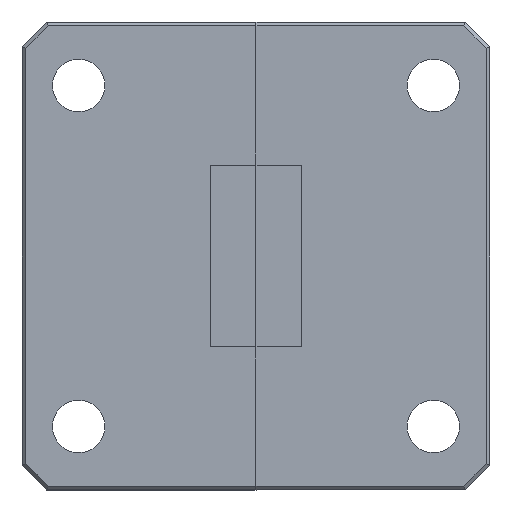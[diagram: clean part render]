
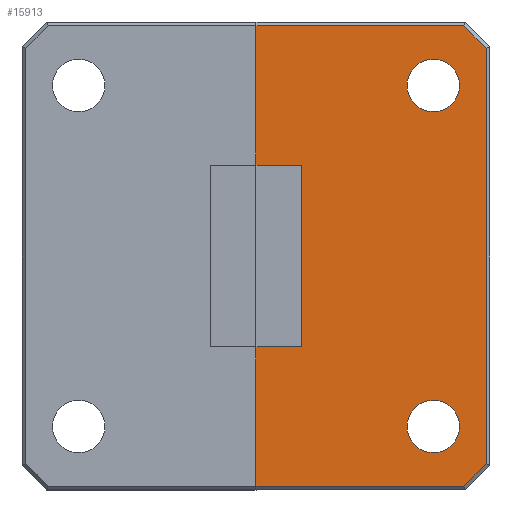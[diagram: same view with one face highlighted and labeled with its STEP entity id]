
A CAD part, left-side view. The second image highlights one B-rep face of the part: STEP entity #15913.
In plain terms, the highlighted planar face has unit normal (-1, 0, 0).
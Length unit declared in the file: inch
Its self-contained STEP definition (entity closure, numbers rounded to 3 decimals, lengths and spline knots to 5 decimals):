
#577 = CARTESIAN_POINT ( 'NONE',  ( -2.375, 0.159, -0.5515 ) ) ;
#583 = CARTESIAN_POINT ( 'NONE',  ( -2.375, 0.5285, 0.255 ) ) ;
#595 = DIRECTION ( 'NONE',  ( 0., 0., 1. ) ) ;
#912 = LINE ( 'NONE', #3330, #15762 ) ;
#1088 = PLANE ( 'NONE',  #17334 ) ;
#1278 = CARTESIAN_POINT ( 'NONE',  ( -2.375, 0.01, 0.586 ) ) ;
#1279 = ORIENTED_EDGE ( 'NONE', *, *, #14842, .T. ) ;
#1368 = VECTOR ( 'NONE', #11766, 39.37008 ) ;
#1537 = CARTESIAN_POINT ( 'NONE',  ( -2.375, 0.5285, 0.255 ) ) ;
#1624 = FACE_BOUND ( 'NONE', #10416, .T. ) ;
#2096 = LINE ( 'NONE', #1278, #10081 ) ;
#2168 = EDGE_CURVE ( 'NONE', #15444, #11384, #6859, .T. ) ;
#2230 = CIRCLE ( 'NONE', #13975, 0.0735 ) ;
#2245 = VERTEX_POINT ( 'NONE', #5422 ) ;
#2321 = VECTOR ( 'NONE', #8650, 39.37008 ) ;
#2605 = EDGE_CURVE ( 'NONE', #10827, #10816, #912, .T. ) ;
#2690 = CARTESIAN_POINT ( 'NONE',  ( -2.375, 0.656, 0.656 ) ) ;
#3121 = ORIENTED_EDGE ( 'NONE', *, *, #7621, .T. ) ;
#3152 = CARTESIAN_POINT ( 'NONE',  ( -2.375, 0.159, 0.4045 ) ) ;
#3265 = AXIS2_PLACEMENT_3D ( 'NONE', #11588, #13035, #595 ) ;
#3330 = CARTESIAN_POINT ( 'NONE',  ( -2.375, 0.656, 0.646 ) ) ;
#3415 = ORIENTED_EDGE ( 'NONE', *, *, #2605, .T. ) ;
#3972 = LINE ( 'NONE', #17491, #8505 ) ;
#4074 = DIRECTION ( 'NONE',  ( 1., 0., 0. ) ) ;
#4135 = ORIENTED_EDGE ( 'NONE', *, *, #14656, .F. ) ;
#4171 = VECTOR ( 'NONE', #13528, 39.37008 ) ;
#4246 = VERTEX_POINT ( 'NONE', #10010 ) ;
#4470 = ORIENTED_EDGE ( 'NONE', *, *, #15587, .T. ) ;
#4670 = VERTEX_POINT ( 'NONE', #577 ) ;
#4838 = LINE ( 'NONE', #15320, #10754 ) ;
#4869 = EDGE_CURVE ( 'NONE', #11384, #15444, #2230, .T. ) ;
#5293 = CARTESIAN_POINT ( 'NONE',  ( -2.375, 0.656, -0.255 ) ) ;
#5422 = CARTESIAN_POINT ( 'NONE',  ( -2.375, 0.656, 0.255 ) ) ;
#5534 = DIRECTION ( 'NONE',  ( -1., 0., 0. ) ) ;
#5573 = CARTESIAN_POINT ( 'NONE',  ( -2.375, 0.5285, 0.255 ) ) ;
#5630 = DIRECTION ( 'NONE',  ( 0., 0., -1. ) ) ;
#5683 = EDGE_CURVE ( 'NONE', #7281, #4670, #18771, .T. ) ;
#5734 = CARTESIAN_POINT ( 'NONE',  ( -2.375, 0.159, 0.5515 ) ) ;
#5917 = AXIS2_PLACEMENT_3D ( 'NONE', #6614, #16834, #8096 ) ;
#5956 = ORIENTED_EDGE ( 'NONE', *, *, #2168, .F. ) ;
#6255 = ORIENTED_EDGE ( 'NONE', *, *, #6846, .T. ) ;
#6298 = EDGE_CURVE ( 'NONE', #4670, #7281, #15083, .T. ) ;
#6497 = EDGE_CURVE ( 'NONE', #2245, #10816, #4838, .T. ) ;
#6568 = AXIS2_PLACEMENT_3D ( 'NONE', #18083, #15056, #18258 ) ;
#6614 = CARTESIAN_POINT ( 'NONE',  ( -2.375, 0.159, -0.478 ) ) ;
#6759 = EDGE_CURVE ( 'NONE', #15911, #2245, #10097, .T. ) ;
#6846 = EDGE_CURVE ( 'NONE', #10938, #10827, #8079, .T. ) ;
#6859 = CIRCLE ( 'NONE', #6568, 0.0735 ) ;
#6881 = LINE ( 'NONE', #15202, #15777 ) ;
#6926 = ORIENTED_EDGE ( 'NONE', *, *, #12506, .T. ) ;
#7075 = LINE ( 'NONE', #8758, #1368 ) ;
#7227 = CARTESIAN_POINT ( 'NONE',  ( -2.375, 0.656, -0.646 ) ) ;
#7281 = VERTEX_POINT ( 'NONE', #13862 ) ;
#7353 = LINE ( 'NONE', #1537, #8052 ) ;
#7621 = EDGE_CURVE ( 'NONE', #4246, #8146, #3972, .T. ) ;
#7766 = ORIENTED_EDGE ( 'NONE', *, *, #5683, .F. ) ;
#7875 = ORIENTED_EDGE ( 'NONE', *, *, #9570, .T. ) ;
#7913 = DIRECTION ( 'NONE',  ( 0., 0.707, 0.707 ) ) ;
#8052 = VECTOR ( 'NONE', #13164, 39.37008 ) ;
#8079 = LINE ( 'NONE', #12327, #12648 ) ;
#8096 = DIRECTION ( 'NONE',  ( 0., 0., 1. ) ) ;
#8146 = VERTEX_POINT ( 'NONE', #15230 ) ;
#8258 = EDGE_LOOP ( 'NONE', ( #5956, #17754 ) ) ;
#8468 = DIRECTION ( 'NONE',  ( 0., 0., 1. ) ) ;
#8505 = VECTOR ( 'NONE', #13330, 39.37008 ) ;
#8650 = DIRECTION ( 'NONE',  ( 0., 1., 0. ) ) ;
#8758 = CARTESIAN_POINT ( 'NONE',  ( -2.375, 0.656, -0.646 ) ) ;
#8764 = ORIENTED_EDGE ( 'NONE', *, *, #6497, .F. ) ;
#9179 = CARTESIAN_POINT ( 'NONE',  ( -2.375, 0.656, 0.646 ) ) ;
#9292 = DIRECTION ( 'NONE',  ( 0., 0., 1. ) ) ;
#9570 = EDGE_CURVE ( 'NONE', #15911, #14291, #7353, .T. ) ;
#9601 = VERTEX_POINT ( 'NONE', #7227 ) ;
#9833 = DIRECTION ( 'NONE',  ( 0., 0., 1. ) ) ;
#10010 = CARTESIAN_POINT ( 'NONE',  ( -2.375, 0.07414, -0.646 ) ) ;
#10081 = VECTOR ( 'NONE', #14245, 39.37008 ) ;
#10097 = LINE ( 'NONE', #583, #4171 ) ;
#10183 = CARTESIAN_POINT ( 'NONE',  ( -2.375, 0.5285, -0.255 ) ) ;
#10187 = ORIENTED_EDGE ( 'NONE', *, *, #6298, .F. ) ;
#10416 = EDGE_LOOP ( 'NONE', ( #7766, #10187 ) ) ;
#10754 = VECTOR ( 'NONE', #9833, 39.37008 ) ;
#10816 = VERTEX_POINT ( 'NONE', #9179 ) ;
#10827 = VERTEX_POINT ( 'NONE', #12246 ) ;
#10938 = VERTEX_POINT ( 'NONE', #14063 ) ;
#11384 = VERTEX_POINT ( 'NONE', #3152 ) ;
#11547 = CARTESIAN_POINT ( 'NONE',  ( -2.375, 0.159, 0.478 ) ) ;
#11588 = CARTESIAN_POINT ( 'NONE',  ( -2.375, 0.159, -0.478 ) ) ;
#11766 = DIRECTION ( 'NONE',  ( 0., -1., 0. ) ) ;
#12246 = CARTESIAN_POINT ( 'NONE',  ( -2.375, 0.07414, 0.646 ) ) ;
#12327 = CARTESIAN_POINT ( 'NONE',  ( -2.375, 0.07707, 0.64893 ) ) ;
#12506 = EDGE_CURVE ( 'NONE', #14291, #14176, #16942, .T. ) ;
#12648 = VECTOR ( 'NONE', #7913, 39.37008 ) ;
#12763 = ORIENTED_EDGE ( 'NONE', *, *, #6759, .F. ) ;
#13035 = DIRECTION ( 'NONE',  ( -1., 0., 0. ) ) ;
#13164 = DIRECTION ( 'NONE',  ( 0., 0., -1. ) ) ;
#13330 = DIRECTION ( 'NONE',  ( 0., -0.707, 0.707 ) ) ;
#13528 = DIRECTION ( 'NONE',  ( 0., 1., 0. ) ) ;
#13581 = DIRECTION ( 'NONE',  ( 0., 1., 0. ) ) ;
#13862 = CARTESIAN_POINT ( 'NONE',  ( -2.375, 0.159, -0.4045 ) ) ;
#13975 = AXIS2_PLACEMENT_3D ( 'NONE', #11547, #5534, #8468 ) ;
#14063 = CARTESIAN_POINT ( 'NONE',  ( -2.375, 0.01, 0.58186 ) ) ;
#14176 = VERTEX_POINT ( 'NONE', #5293 ) ;
#14245 = DIRECTION ( 'NONE',  ( 0., 0., 1. ) ) ;
#14291 = VERTEX_POINT ( 'NONE', #18911 ) ;
#14656 = EDGE_CURVE ( 'NONE', #9601, #14176, #6881, .T. ) ;
#14842 = EDGE_CURVE ( 'NONE', #8146, #10938, #2096, .T. ) ;
#15056 = DIRECTION ( 'NONE',  ( -1., 0., 0. ) ) ;
#15083 = CIRCLE ( 'NONE', #3265, 0.0735 ) ;
#15202 = CARTESIAN_POINT ( 'NONE',  ( -2.375, 0.656, 0.656 ) ) ;
#15221 = FACE_OUTER_BOUND ( 'NONE', #17287, .T. ) ;
#15230 = CARTESIAN_POINT ( 'NONE',  ( -2.375, 0.01, -0.58186 ) ) ;
#15320 = CARTESIAN_POINT ( 'NONE',  ( -2.375, 0.656, 0.656 ) ) ;
#15444 = VERTEX_POINT ( 'NONE', #5734 ) ;
#15506 = FACE_BOUND ( 'NONE', #8258, .T. ) ;
#15587 = EDGE_CURVE ( 'NONE', #9601, #4246, #7075, .T. ) ;
#15762 = VECTOR ( 'NONE', #13581, 39.37008 ) ;
#15777 = VECTOR ( 'NONE', #9292, 39.37008 ) ;
#15911 = VERTEX_POINT ( 'NONE', #5573 ) ;
#15913 = ADVANCED_FACE ( 'NONE', ( #1624, #15506, #15221 ), #1088, .F. ) ;
#16834 = DIRECTION ( 'NONE',  ( -1., 0., 0. ) ) ;
#16942 = LINE ( 'NONE', #10183, #2321 ) ;
#17287 = EDGE_LOOP ( 'NONE', ( #4135, #4470, #3121, #1279, #6255, #3415, #8764, #12763, #7875, #6926 ) ) ;
#17334 = AXIS2_PLACEMENT_3D ( 'NONE', #2690, #4074, #5630 ) ;
#17491 = CARTESIAN_POINT ( 'NONE',  ( -2.375, 0.00707, -0.57893 ) ) ;
#17754 = ORIENTED_EDGE ( 'NONE', *, *, #4869, .F. ) ;
#18083 = CARTESIAN_POINT ( 'NONE',  ( -2.375, 0.159, 0.478 ) ) ;
#18258 = DIRECTION ( 'NONE',  ( 0., 0., 1. ) ) ;
#18771 = CIRCLE ( 'NONE', #5917, 0.0735 ) ;
#18911 = CARTESIAN_POINT ( 'NONE',  ( -2.375, 0.5285, -0.255 ) ) ;
